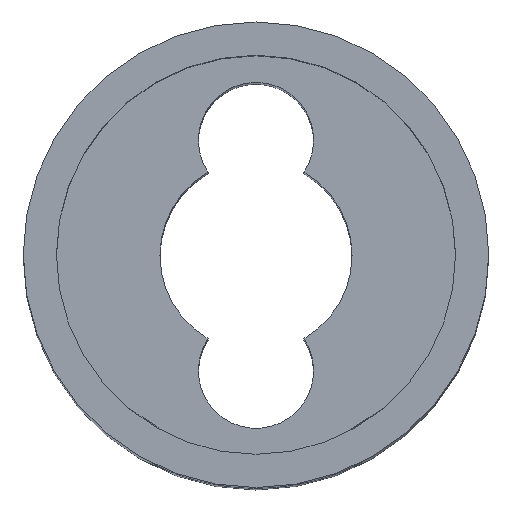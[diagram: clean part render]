
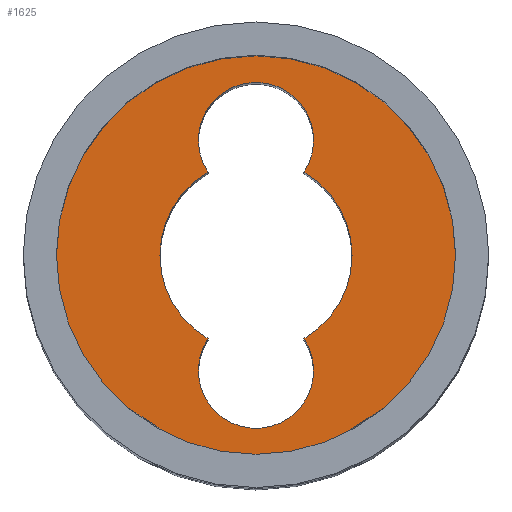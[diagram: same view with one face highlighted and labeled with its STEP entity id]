
A CAD part, top view. The second image highlights one B-rep face of the part: STEP entity #1625.
In plain terms, the highlighted planar face has unit normal (0, 0, 1).
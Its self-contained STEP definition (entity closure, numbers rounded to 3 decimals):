
#698 = CYLINDRICAL_SURFACE('',#699,39.);
#699 = AXIS2_PLACEMENT_3D('',#700,#701,#702);
#700 = CARTESIAN_POINT('',(0.,78.,0.));
#701 = DIRECTION('',(-0.,-0.,-1.));
#702 = DIRECTION('',(1.,0.,0.));
#727 = CYLINDRICAL_SURFACE('',#728,65.);
#728 = AXIS2_PLACEMENT_3D('',#729,#730,#731);
#729 = CARTESIAN_POINT('',(0.,0.,0.));
#730 = DIRECTION('',(-0.,-0.,-1.));
#731 = DIRECTION('',(1.,0.,0.));
#756 = CYLINDRICAL_SURFACE('',#757,39.);
#757 = AXIS2_PLACEMENT_3D('',#758,#759,#760);
#758 = CARTESIAN_POINT('',(0.,-78.,0.));
#759 = DIRECTION('',(-0.,-0.,-1.));
#760 = DIRECTION('',(1.,0.,0.));
#783 = CYLINDRICAL_SURFACE('',#784,65.);
#784 = AXIS2_PLACEMENT_3D('',#785,#786,#787);
#785 = CARTESIAN_POINT('',(0.,0.,0.));
#786 = DIRECTION('',(-0.,-0.,-1.));
#787 = DIRECTION('',(1.,0.,0.));
#822 = CYLINDRICAL_SURFACE('',#823,135.);
#823 = AXIS2_PLACEMENT_3D('',#824,#825,#826);
#824 = CARTESIAN_POINT('',(0.,0.,712.));
#825 = DIRECTION('',(-0.,-0.,-1.));
#826 = DIRECTION('',(1.,0.,0.));
#1363 = EDGE_CURVE('',#1364,#1366,#1368,.T.);
#1364 = VERTEX_POINT('',#1365);
#1365 = CARTESIAN_POINT('',(-32.428,56.333,712.));
#1366 = VERTEX_POINT('',#1367);
#1367 = CARTESIAN_POINT('',(32.428,56.333,712.));
#1368 = SURFACE_CURVE('',#1369,(#1374,#1381),.PCURVE_S1.);
#1369 = CIRCLE('',#1370,39.);
#1370 = AXIS2_PLACEMENT_3D('',#1371,#1372,#1373);
#1371 = CARTESIAN_POINT('',(0.,78.,712.));
#1372 = DIRECTION('',(0.,0.,-1.));
#1373 = DIRECTION('',(1.,0.,0.));
#1374 = PCURVE('',#698,#1375);
#1375 = DEFINITIONAL_REPRESENTATION('',(#1376),#1380);
#1376 = LINE('',#1377,#1378);
#1377 = CARTESIAN_POINT('',(-12.566,-712.));
#1378 = VECTOR('',#1379,1.);
#1379 = DIRECTION('',(1.,-0.));
#1380 = ( GEOMETRIC_REPRESENTATION_CONTEXT(2) 
PARAMETRIC_REPRESENTATION_CONTEXT() REPRESENTATION_CONTEXT('2D SPACE',''
  ) );
#1381 = PCURVE('',#1382,#1387);
#1382 = PLANE('',#1383);
#1383 = AXIS2_PLACEMENT_3D('',#1384,#1385,#1386);
#1384 = CARTESIAN_POINT('',(0.,0.,712.
    ));
#1385 = DIRECTION('',(0.,0.,1.));
#1386 = DIRECTION('',(1.,0.,-0.));
#1387 = DEFINITIONAL_REPRESENTATION('',(#1388),#1396);
#1388 = ( BOUNDED_CURVE() B_SPLINE_CURVE(2,(#1389,#1390,#1391,#1392,
#1393,#1394,#1395),.UNSPECIFIED.,.T.,.F.) B_SPLINE_CURVE_WITH_KNOTS((1,2
    ,2,2,2,1),(-2.094,0.,2.094,4.189,
6.283,8.378),.UNSPECIFIED.) CURVE() 
GEOMETRIC_REPRESENTATION_ITEM() RATIONAL_B_SPLINE_CURVE((1.,0.5,1.,0.5,
1.,0.5,1.)) REPRESENTATION_ITEM('') );
#1389 = CARTESIAN_POINT('',(39.,78.));
#1390 = CARTESIAN_POINT('',(39.,10.45));
#1391 = CARTESIAN_POINT('',(-19.5,44.225));
#1392 = CARTESIAN_POINT('',(-78.,78.));
#1393 = CARTESIAN_POINT('',(-19.5,111.775));
#1394 = CARTESIAN_POINT('',(39.,145.55));
#1395 = CARTESIAN_POINT('',(39.,78.));
#1396 = ( GEOMETRIC_REPRESENTATION_CONTEXT(2) 
PARAMETRIC_REPRESENTATION_CONTEXT() REPRESENTATION_CONTEXT('2D SPACE',''
  ) );
#1442 = VERTEX_POINT('',#1443);
#1443 = CARTESIAN_POINT('',(32.428,-56.333,712.));
#1462 = EDGE_CURVE('',#1366,#1442,#1463,.T.);
#1463 = SURFACE_CURVE('',#1464,(#1469,#1476),.PCURVE_S1.);
#1464 = CIRCLE('',#1465,65.);
#1465 = AXIS2_PLACEMENT_3D('',#1466,#1467,#1468);
#1466 = CARTESIAN_POINT('',(0.,0.,712.));
#1467 = DIRECTION('',(0.,0.,-1.));
#1468 = DIRECTION('',(1.,0.,0.));
#1469 = PCURVE('',#727,#1470);
#1470 = DEFINITIONAL_REPRESENTATION('',(#1471),#1475);
#1471 = LINE('',#1472,#1473);
#1472 = CARTESIAN_POINT('',(-12.566,-712.));
#1473 = VECTOR('',#1474,1.);
#1474 = DIRECTION('',(1.,-0.));
#1475 = ( GEOMETRIC_REPRESENTATION_CONTEXT(2) 
PARAMETRIC_REPRESENTATION_CONTEXT() REPRESENTATION_CONTEXT('2D SPACE',''
  ) );
#1476 = PCURVE('',#1382,#1477);
#1477 = DEFINITIONAL_REPRESENTATION('',(#1478),#1486);
#1478 = ( BOUNDED_CURVE() B_SPLINE_CURVE(2,(#1479,#1480,#1481,#1482,
#1483,#1484,#1485),.UNSPECIFIED.,.T.,.F.) B_SPLINE_CURVE_WITH_KNOTS((1,2
    ,2,2,2,1),(-2.094,0.,2.094,4.189,
6.283,8.378),.UNSPECIFIED.) CURVE() 
GEOMETRIC_REPRESENTATION_ITEM() RATIONAL_B_SPLINE_CURVE((1.,0.5,1.,0.5,
1.,0.5,1.)) REPRESENTATION_ITEM('') );
#1479 = CARTESIAN_POINT('',(65.,0.));
#1480 = CARTESIAN_POINT('',(65.,-112.583));
#1481 = CARTESIAN_POINT('',(-32.5,-56.292));
#1482 = CARTESIAN_POINT('',(-130.,0.));
#1483 = CARTESIAN_POINT('',(-32.5,56.292));
#1484 = CARTESIAN_POINT('',(65.,112.583));
#1485 = CARTESIAN_POINT('',(65.,0.));
#1486 = ( GEOMETRIC_REPRESENTATION_CONTEXT(2) 
PARAMETRIC_REPRESENTATION_CONTEXT() REPRESENTATION_CONTEXT('2D SPACE',''
  ) );
#1492 = EDGE_CURVE('',#1442,#1493,#1495,.T.);
#1493 = VERTEX_POINT('',#1494);
#1494 = CARTESIAN_POINT('',(-32.428,-56.333,712.));
#1495 = SURFACE_CURVE('',#1496,(#1501,#1508),.PCURVE_S1.);
#1496 = CIRCLE('',#1497,39.);
#1497 = AXIS2_PLACEMENT_3D('',#1498,#1499,#1500);
#1498 = CARTESIAN_POINT('',(0.,-78.,712.));
#1499 = DIRECTION('',(0.,0.,-1.));
#1500 = DIRECTION('',(1.,0.,0.));
#1501 = PCURVE('',#756,#1502);
#1502 = DEFINITIONAL_REPRESENTATION('',(#1503),#1507);
#1503 = LINE('',#1504,#1505);
#1504 = CARTESIAN_POINT('',(-12.566,-712.));
#1505 = VECTOR('',#1506,1.);
#1506 = DIRECTION('',(1.,-0.));
#1507 = ( GEOMETRIC_REPRESENTATION_CONTEXT(2) 
PARAMETRIC_REPRESENTATION_CONTEXT() REPRESENTATION_CONTEXT('2D SPACE',''
  ) );
#1508 = PCURVE('',#1382,#1509);
#1509 = DEFINITIONAL_REPRESENTATION('',(#1510),#1518);
#1510 = ( BOUNDED_CURVE() B_SPLINE_CURVE(2,(#1511,#1512,#1513,#1514,
#1515,#1516,#1517),.UNSPECIFIED.,.T.,.F.) B_SPLINE_CURVE_WITH_KNOTS((1,2
    ,2,2,2,1),(-2.094,0.,2.094,4.189,
6.283,8.378),.UNSPECIFIED.) CURVE() 
GEOMETRIC_REPRESENTATION_ITEM() RATIONAL_B_SPLINE_CURVE((1.,0.5,1.,0.5,
1.,0.5,1.)) REPRESENTATION_ITEM('') );
#1511 = CARTESIAN_POINT('',(39.,-78.));
#1512 = CARTESIAN_POINT('',(39.,-145.55));
#1513 = CARTESIAN_POINT('',(-19.5,-111.775));
#1514 = CARTESIAN_POINT('',(-78.,-78.));
#1515 = CARTESIAN_POINT('',(-19.5,-44.225));
#1516 = CARTESIAN_POINT('',(39.,-10.45));
#1517 = CARTESIAN_POINT('',(39.,-78.));
#1518 = ( GEOMETRIC_REPRESENTATION_CONTEXT(2) 
PARAMETRIC_REPRESENTATION_CONTEXT() REPRESENTATION_CONTEXT('2D SPACE',''
  ) );
#1546 = EDGE_CURVE('',#1493,#1364,#1547,.T.);
#1547 = SURFACE_CURVE('',#1548,(#1553,#1560),.PCURVE_S1.);
#1548 = CIRCLE('',#1549,65.);
#1549 = AXIS2_PLACEMENT_3D('',#1550,#1551,#1552);
#1550 = CARTESIAN_POINT('',(0.,0.,712.));
#1551 = DIRECTION('',(0.,0.,-1.));
#1552 = DIRECTION('',(1.,0.,0.));
#1553 = PCURVE('',#783,#1554);
#1554 = DEFINITIONAL_REPRESENTATION('',(#1555),#1559);
#1555 = LINE('',#1556,#1557);
#1556 = CARTESIAN_POINT('',(-6.283,-712.));
#1557 = VECTOR('',#1558,1.);
#1558 = DIRECTION('',(1.,-0.));
#1559 = ( GEOMETRIC_REPRESENTATION_CONTEXT(2) 
PARAMETRIC_REPRESENTATION_CONTEXT() REPRESENTATION_CONTEXT('2D SPACE',''
  ) );
#1560 = PCURVE('',#1382,#1561);
#1561 = DEFINITIONAL_REPRESENTATION('',(#1562),#1570);
#1562 = ( BOUNDED_CURVE() B_SPLINE_CURVE(2,(#1563,#1564,#1565,#1566,
#1567,#1568,#1569),.UNSPECIFIED.,.T.,.F.) B_SPLINE_CURVE_WITH_KNOTS((1,2
    ,2,2,2,1),(-2.094,0.,2.094,4.189,
6.283,8.378),.UNSPECIFIED.) CURVE() 
GEOMETRIC_REPRESENTATION_ITEM() RATIONAL_B_SPLINE_CURVE((1.,0.5,1.,0.5,
1.,0.5,1.)) REPRESENTATION_ITEM('') );
#1563 = CARTESIAN_POINT('',(65.,0.));
#1564 = CARTESIAN_POINT('',(65.,-112.583));
#1565 = CARTESIAN_POINT('',(-32.5,-56.292));
#1566 = CARTESIAN_POINT('',(-130.,0.));
#1567 = CARTESIAN_POINT('',(-32.5,56.292));
#1568 = CARTESIAN_POINT('',(65.,112.583));
#1569 = CARTESIAN_POINT('',(65.,0.));
#1570 = ( GEOMETRIC_REPRESENTATION_CONTEXT(2) 
PARAMETRIC_REPRESENTATION_CONTEXT() REPRESENTATION_CONTEXT('2D SPACE',''
  ) );
#1577 = VERTEX_POINT('',#1578);
#1578 = CARTESIAN_POINT('',(135.,0.,712.));
#1599 = EDGE_CURVE('',#1577,#1577,#1600,.T.);
#1600 = SURFACE_CURVE('',#1601,(#1606,#1613),.PCURVE_S1.);
#1601 = CIRCLE('',#1602,135.);
#1602 = AXIS2_PLACEMENT_3D('',#1603,#1604,#1605);
#1603 = CARTESIAN_POINT('',(0.,0.,712.));
#1604 = DIRECTION('',(0.,0.,1.));
#1605 = DIRECTION('',(1.,0.,0.));
#1606 = PCURVE('',#822,#1607);
#1607 = DEFINITIONAL_REPRESENTATION('',(#1608),#1612);
#1608 = LINE('',#1609,#1610);
#1609 = CARTESIAN_POINT('',(-0.,0.));
#1610 = VECTOR('',#1611,1.);
#1611 = DIRECTION('',(-1.,0.));
#1612 = ( GEOMETRIC_REPRESENTATION_CONTEXT(2) 
PARAMETRIC_REPRESENTATION_CONTEXT() REPRESENTATION_CONTEXT('2D SPACE',''
  ) );
#1613 = PCURVE('',#1382,#1614);
#1614 = DEFINITIONAL_REPRESENTATION('',(#1615),#1619);
#1615 = CIRCLE('',#1616,135.);
#1616 = AXIS2_PLACEMENT_2D('',#1617,#1618);
#1617 = CARTESIAN_POINT('',(0.,0.));
#1618 = DIRECTION('',(1.,0.));
#1619 = ( GEOMETRIC_REPRESENTATION_CONTEXT(2) 
PARAMETRIC_REPRESENTATION_CONTEXT() REPRESENTATION_CONTEXT('2D SPACE',''
  ) );
#1625 = ADVANCED_FACE('',(#1626,#1629),#1382,.T.);
#1626 = FACE_BOUND('',#1627,.T.);
#1627 = EDGE_LOOP('',(#1628));
#1628 = ORIENTED_EDGE('',*,*,#1599,.T.);
#1629 = FACE_BOUND('',#1630,.T.);
#1630 = EDGE_LOOP('',(#1631,#1632,#1633,#1634));
#1631 = ORIENTED_EDGE('',*,*,#1546,.T.);
#1632 = ORIENTED_EDGE('',*,*,#1363,.T.);
#1633 = ORIENTED_EDGE('',*,*,#1462,.T.);
#1634 = ORIENTED_EDGE('',*,*,#1492,.T.);
